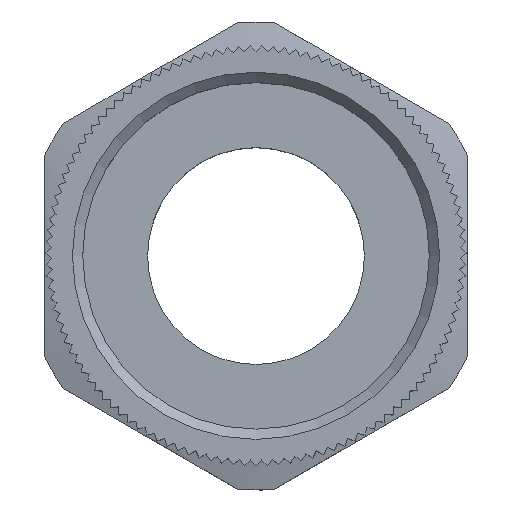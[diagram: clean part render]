
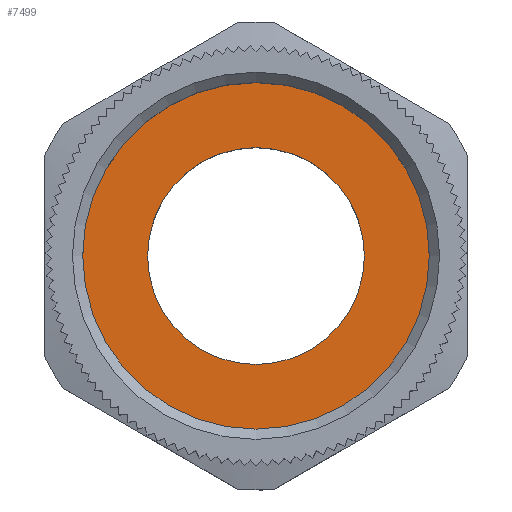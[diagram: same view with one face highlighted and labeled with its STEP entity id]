
A CAD part, top view. The second image highlights one B-rep face of the part: STEP entity #7499.
In plain terms, the highlighted planar face has unit normal (0, 0, 1).
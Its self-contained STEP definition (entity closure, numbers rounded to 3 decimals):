
#942 = CARTESIAN_POINT ( 'NONE',  ( 15.184, 0., -12.5 ) ) ;
#1087 = AXIS2_PLACEMENT_3D ( 'NONE', #11634, #7449, #2101 ) ;
#1509 = DIRECTION ( 'NONE',  ( 1., 0., 0. ) ) ;
#2101 = DIRECTION ( 'NONE',  ( 1., 0., 0. ) ) ;
#2552 = DIRECTION ( 'NONE',  ( 0., 0., 1. ) ) ;
#3227 = VERTEX_POINT ( 'NONE', #942 ) ;
#4424 = CARTESIAN_POINT ( 'NONE',  ( 0., 15.184, -12.5 ) ) ;
#5163 = ORIENTED_EDGE ( 'NONE', *, *, #10831, .T. ) ;
#6321 = EDGE_LOOP ( 'NONE', ( #5163 ) ) ;
#6504 = PLANE ( 'NONE',  #13333 ) ;
#7449 = DIRECTION ( 'NONE',  ( 0., 0., -1. ) ) ;
#7499 = ADVANCED_FACE ( 'NONE', ( #7836, #12077 ), #6504, .T. ) ;
#7836 = FACE_BOUND ( 'NONE', #6321, .T. ) ;
#7926 = ORIENTED_EDGE ( 'NONE', *, *, #11281, .T. ) ;
#8301 = VERTEX_POINT ( 'NONE', #9552 ) ;
#8645 = CIRCLE ( 'NONE', #13307, 15.184 ) ;
#9552 = CARTESIAN_POINT ( 'NONE',  ( 9.5, 0., -12.5 ) ) ;
#10302 = DIRECTION ( 'NONE',  ( 1., 0., 0. ) ) ;
#10831 = EDGE_CURVE ( 'NONE', #8301, #8301, #11728, .T. ) ;
#10878 = EDGE_LOOP ( 'NONE', ( #7926 ) ) ;
#11281 = EDGE_CURVE ( 'NONE', #3227, #3227, #8645, .T. ) ;
#11634 = CARTESIAN_POINT ( 'NONE',  ( 0., 0., -12.5 ) ) ;
#11728 = CIRCLE ( 'NONE', #1087, 9.5 ) ;
#12077 = FACE_OUTER_BOUND ( 'NONE', #10878, .T. ) ;
#12309 = CARTESIAN_POINT ( 'NONE',  ( 0., 0., -12.5 ) ) ;
#13307 = AXIS2_PLACEMENT_3D ( 'NONE', #12309, #13346, #10302 ) ;
#13333 = AXIS2_PLACEMENT_3D ( 'NONE', #4424, #2552, #1509 ) ;
#13346 = DIRECTION ( 'NONE',  ( 0., 0., 1. ) ) ;
